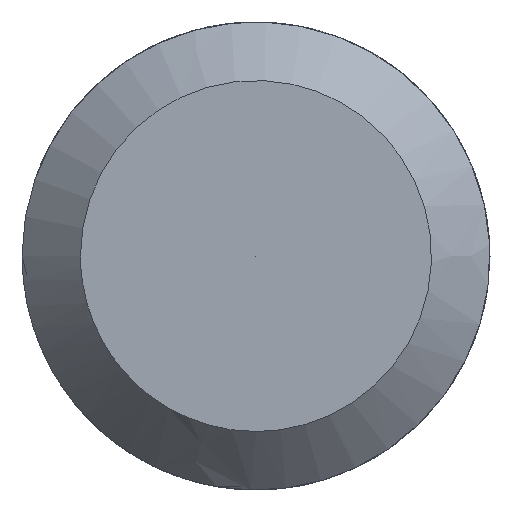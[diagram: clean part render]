
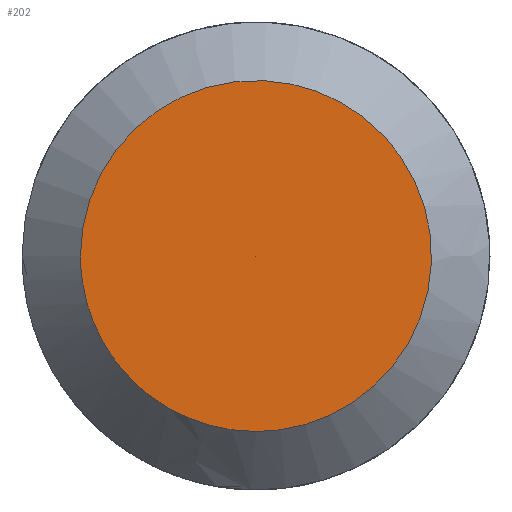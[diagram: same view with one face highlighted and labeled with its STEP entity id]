
A CAD part, left-side view. The second image highlights one B-rep face of the part: STEP entity #202.
In plain terms, the highlighted free-form (B-spline) face has degree [5, 1] with [6, 2] control points.
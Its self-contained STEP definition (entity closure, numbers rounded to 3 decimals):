
#130 = CARTESIAN_POINT ('', (-50., 1.5, 0.));
#131 = VERTEX_POINT ('', #130);
#139 = CARTESIAN_POINT ('', (-50., 1.5, 0.));
#140 = CARTESIAN_POINT ('', (-50., 1.5, 6.));
#141 = CARTESIAN_POINT ('', (-50., -4.5, 3.));
#142 = CARTESIAN_POINT ('', (-50., -4.5, -3.));
#143 = CARTESIAN_POINT ('', (-50., 1.5, -6.));
#144 = CARTESIAN_POINT ('', (-50., 1.5, 0.));
#145 = (
   BOUNDED_CURVE ()
   B_SPLINE_CURVE (5, (#139, #140, #141, #142, #143, #144), .UNSPECIFIED., .T., .U.)
   B_SPLINE_CURVE_WITH_KNOTS ((6, 6), (0., 1.), .UNSPECIFIED.)
   CURVE ()
   GEOMETRIC_REPRESENTATION_ITEM ()
   RATIONAL_B_SPLINE_CURVE ((5., 1., 1., 1., 1., 5.))
   REPRESENTATION_ITEM ('')
);
#146 = EDGE_CURVE ('', #131, #131, #145, .T.);
#178 = CARTESIAN_POINT ('', (-50., 0., 0.));
#179 = VERTEX_POINT ('', #178);
#180 = CARTESIAN_POINT ('', (-50., 0., 0.));
#181 = CARTESIAN_POINT ('', (-50., 1.5, 0.));
#182 = B_SPLINE_CURVE_WITH_KNOTS ('', 1, (#180, #181), .UNSPECIFIED., .F., .U., (2, 2), (0., 1.), .UNSPECIFIED.);
#183 = EDGE_CURVE ('', #179, #131, #182, .T.);
#184 = ORIENTED_EDGE ('', *, *, #183, .F.);
#185 = ORIENTED_EDGE ('', *, *, #183, .T.);
#186 = ORIENTED_EDGE ('', *, *, #146, .F.);
#187 = EDGE_LOOP ('', (#184, #185, #186));
#188 = FACE_OUTER_BOUND ('', #187, .T.);
#189 = CARTESIAN_POINT ('', (-50., 0., 0.));
#190 = CARTESIAN_POINT ('', (-50., 1.5, 0.));
#191 = CARTESIAN_POINT ('', (-50., 0., 0.));
#192 = CARTESIAN_POINT ('', (-50., 1.5, 6.));
#193 = CARTESIAN_POINT ('', (-50., 0., 0.));
#194 = CARTESIAN_POINT ('', (-50., -4.5, 3.));
#195 = CARTESIAN_POINT ('', (-50., 0., 0.));
#196 = CARTESIAN_POINT ('', (-50., -4.5, -3.));
#197 = CARTESIAN_POINT ('', (-50., 0., 0.));
#198 = CARTESIAN_POINT ('', (-50., 1.5, -6.));
#199 = CARTESIAN_POINT ('', (-50., 0., 0.));
#200 = CARTESIAN_POINT ('', (-50., 1.5, 0.));
#201 = (
   BOUNDED_SURFACE ()
   B_SPLINE_SURFACE (5, 1, ((#189, #190), (#191, #192), (#193, #194), (#195, #196), (#197, #198), (#199, #200)), .UNSPECIFIED., .T., .F., .U.)
   B_SPLINE_SURFACE_WITH_KNOTS ((6, 6), (2, 2), (0., 1.), (0., 1.), .UNSPECIFIED.)
   SURFACE ()
   GEOMETRIC_REPRESENTATION_ITEM ()
   RATIONAL_B_SPLINE_SURFACE (((5., 5.), (1., 1.), (1., 1.), (1., 1.), (1., 1.), (5., 5.)))
   REPRESENTATION_ITEM ('')
);
#202 = ADVANCED_FACE ('', (#188), #201, .T.);
